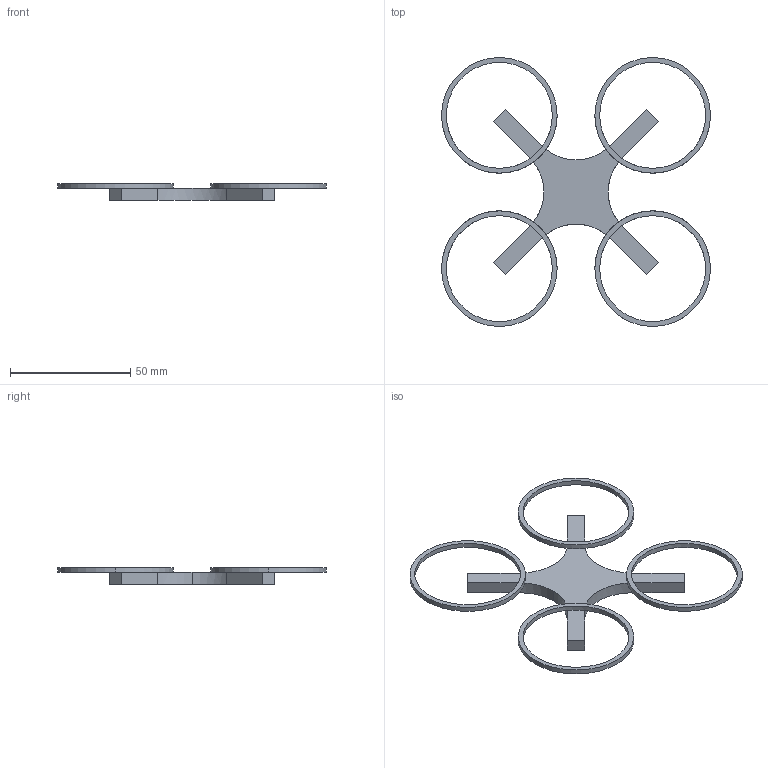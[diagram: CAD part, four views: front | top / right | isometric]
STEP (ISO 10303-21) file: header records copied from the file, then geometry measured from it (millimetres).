
FILE_DESCRIPTION (( 'STEP AP214' ), '1' );
FILE_NAME ('qcscheme.STEP', '2020-01-30T18:43:53', ( '' ), ( '' ), 'SwSTEP 2.0', 'SolidWorks 2016', '' );
FILE_SCHEMA (( 'AUTOMOTIVE_DESIGN' ));
Length unit declared in the file: millimetre
Products named in the file (1): qcscheme
Bounding box: 111.64 x 111.64 x 7 mm (x, y, z)
Volume: 10189.3 mm3; surface area: 9287.5 mm2
Topology: 1 solids, 1 shells, 47 faces, 131 edges, 82 vertices
Faces by surface type: plane 26, cylinder 21
Entity records: 1581 total; most frequent: DIRECTION 301, ORIENTED_EDGE 262, CARTESIAN_POINT 261, EDGE_CURVE 131, AXIS2_PLACEMENT_3D 122, VERTEX_POINT 82, CIRCLE 74, VECTOR 57
